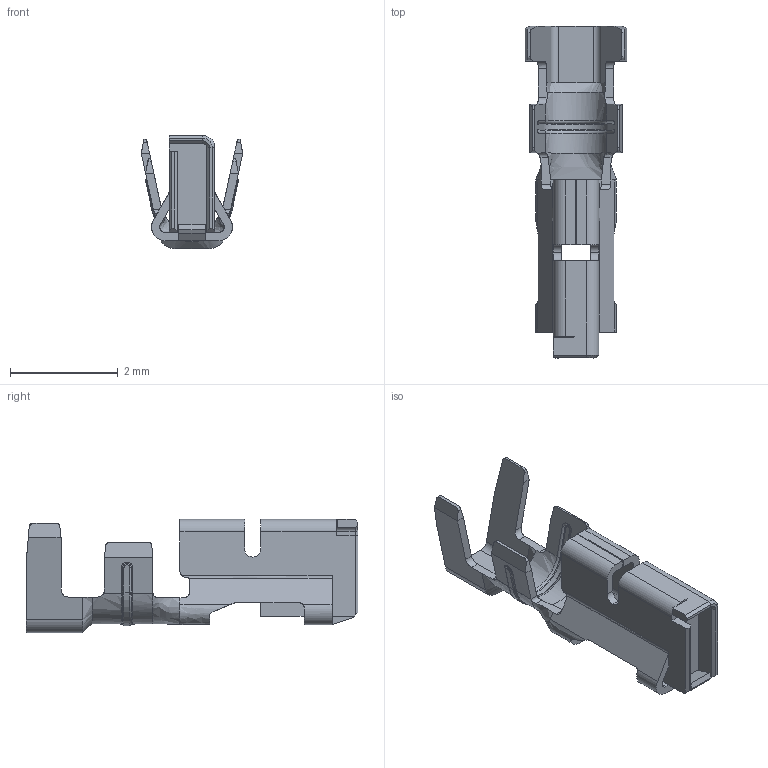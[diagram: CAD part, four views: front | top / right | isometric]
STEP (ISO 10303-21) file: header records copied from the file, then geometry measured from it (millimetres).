
FILE_DESCRIPTION( ('This file contains a STEP AP42 implementation' ,'as created by ZW3D STEP Interface translator.') ,'2;1' );
FILE_NAME( 'WF2012-TPSN01.stp' ,'23 424.104944', (''), ('ZWCAD Software Co.'), 'Version 1.0', 'ZW3D to STEP translator', '' );
FILE_SCHEMA(('AUTOMOTIVE_DESIGN { 1 0 10303 214 1 1 1 1 }'));
Length unit declared in the file: millimetre
Products named in the file (2): 0; WF2012-TPSN01
Bounding box: 1.88 x 6.15 x 2.1 mm (x, y, z)
Volume: 4.8 mm3; surface area: 50.7 mm2
Topology: 1 solids, 1 shells, 247 faces, 646 edges, 395 vertices
Faces by surface type: plane 107, bspline 104, cylinder 36
Entity records: 12865 total; most frequent: CARTESIAN_POINT 7032, ORIENTED_EDGE 1316, DIRECTION 962, EDGE_CURVE 658, VECTOR 410, LINE 410, VERTEX_POINT 407, AXIS2_PLACEMENT_3D 276
